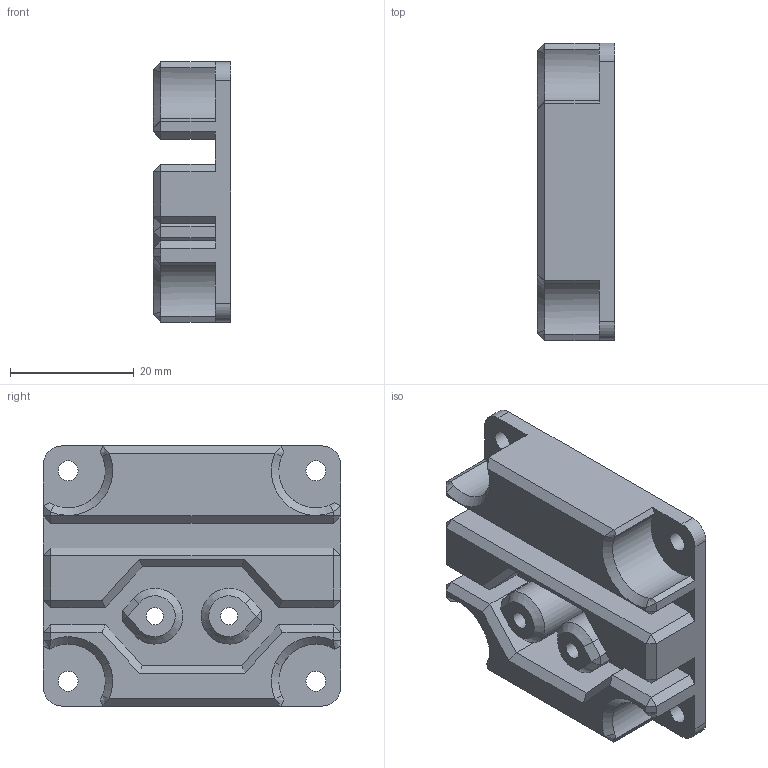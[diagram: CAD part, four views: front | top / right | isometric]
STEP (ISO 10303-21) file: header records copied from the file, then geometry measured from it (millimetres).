
FILE_DESCRIPTION(('FreeCAD Model'),'2;1');
FILE_NAME('x-linear-carriage-x1.step', '2021-04-30T11:32:54',('Author'),(''), 'Open CASCADE STEP processor 7.3','FreeCAD','Unknown');
FILE_SCHEMA(('AUTOMOTIVE_DESIGN { 1 0 10303 214 1 1 1 1 }'));
Length unit declared in the file: millimetre
Products named in the file (1): Chamfer
Bounding box: 12.5 x 48 x 42 mm (x, y, z)
Volume: 16171.3 mm3; surface area: 8553.6 mm2
Topology: 1 solids, 1 shells, 118 faces, 302 edges, 188 vertices
Faces by surface type: plane 82, cylinder 16, bspline 10, cone 10
Full cylindrical faces by diameter (mm): 2.8 x2, 3.2 x4
Entity records: 7532 total; most frequent: CARTESIAN_POINT 1592, DIRECTION 1038, LINE 700, VECTOR 700, ORIENTED_EDGE 604, PCURVE 604, DEFINITIONAL_REPRESENTATION 604, EDGE_CURVE 302
